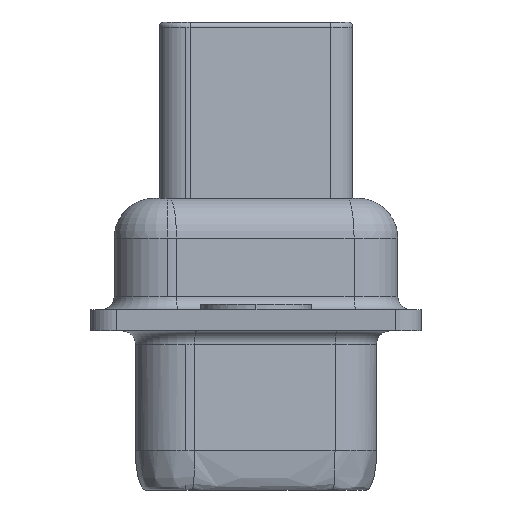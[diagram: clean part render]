
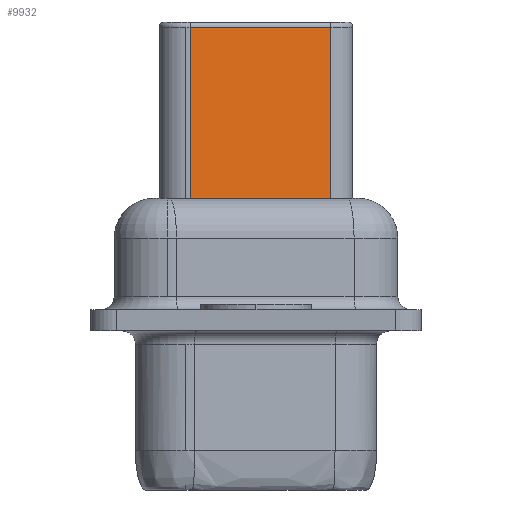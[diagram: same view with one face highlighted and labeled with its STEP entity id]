
A CAD part, left-side view. The second image highlights one B-rep face of the part: STEP entity #9932.
In plain terms, the highlighted planar face has unit normal (-0.985, -0.174, 0).
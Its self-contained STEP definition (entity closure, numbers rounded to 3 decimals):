
#377 = DIRECTION ( 'NONE',  ( -0.174, 0.985, 0. ) ) ;
#463 = CARTESIAN_POINT ( 'NONE',  ( -12.175, 2.476, 11. ) ) ;
#541 = PLANE ( 'NONE',  #2987 ) ;
#841 = VERTEX_POINT ( 'NONE', #7317 ) ;
#912 = LINE ( 'NONE', #15972, #11237 ) ;
#1039 = EDGE_CURVE ( 'NONE', #841, #10997, #6901, .T. ) ;
#2756 = LINE ( 'NONE', #3968, #6827 ) ;
#2987 = AXIS2_PLACEMENT_3D ( 'NONE', #5351, #9080, #377 ) ;
#3019 = EDGE_CURVE ( 'NONE', #4673, #841, #2756, .T. ) ;
#3352 = CARTESIAN_POINT ( 'NONE',  ( -12.175, 2.476, 17.65 ) ) ;
#3473 = VERTEX_POINT ( 'NONE', #6559 ) ;
#3612 = DIRECTION ( 'NONE',  ( 0., 0., -1. ) ) ;
#3968 = CARTESIAN_POINT ( 'NONE',  ( -12.175, 2.476, 17.45 ) ) ;
#4673 = VERTEX_POINT ( 'NONE', #12965 ) ;
#4771 = ORIENTED_EDGE ( 'NONE', *, *, #9843, .F. ) ;
#5351 = CARTESIAN_POINT ( 'NONE',  ( -12.175, 2.476, 17.65 ) ) ;
#5951 = VECTOR ( 'NONE', #11924, 1000. ) ;
#6377 = EDGE_CURVE ( 'NONE', #10997, #3473, #15805, .T. ) ;
#6379 = ORIENTED_EDGE ( 'NONE', *, *, #1039, .T. ) ;
#6559 = CARTESIAN_POINT ( 'NONE',  ( -11.24, -2.824, 11. ) ) ;
#6827 = VECTOR ( 'NONE', #12464, 1000. ) ;
#6901 = LINE ( 'NONE', #3352, #5951 ) ;
#7074 = DIRECTION ( 'NONE',  ( 0.174, -0.985, 0. ) ) ;
#7317 = CARTESIAN_POINT ( 'NONE',  ( -12.175, 2.476, 17.45 ) ) ;
#9080 = DIRECTION ( 'NONE',  ( 0.985, 0.174, 0. ) ) ;
#9843 = EDGE_CURVE ( 'NONE', #4673, #3473, #912, .T. ) ;
#9932 = ADVANCED_FACE ( 'NONE', ( #12549 ), #541, .F. ) ;
#10968 = ORIENTED_EDGE ( 'NONE', *, *, #6377, .T. ) ;
#10997 = VERTEX_POINT ( 'NONE', #463 ) ;
#11237 = VECTOR ( 'NONE', #3612, 1000. ) ;
#11924 = DIRECTION ( 'NONE',  ( 0., 0., -1. ) ) ;
#12464 = DIRECTION ( 'NONE',  ( -0.174, 0.985, 0. ) ) ;
#12549 = FACE_OUTER_BOUND ( 'NONE', #15405, .T. ) ;
#12894 = ORIENTED_EDGE ( 'NONE', *, *, #3019, .T. ) ;
#12965 = CARTESIAN_POINT ( 'NONE',  ( -11.24, -2.824, 17.45 ) ) ;
#13064 = CARTESIAN_POINT ( 'NONE',  ( -12.175, 2.476, 11. ) ) ;
#15189 = VECTOR ( 'NONE', #7074, 1000. ) ;
#15405 = EDGE_LOOP ( 'NONE', ( #6379, #10968, #4771, #12894 ) ) ;
#15805 = LINE ( 'NONE', #13064, #15189 ) ;
#15972 = CARTESIAN_POINT ( 'NONE',  ( -11.24, -2.824, 17.65 ) ) ;
